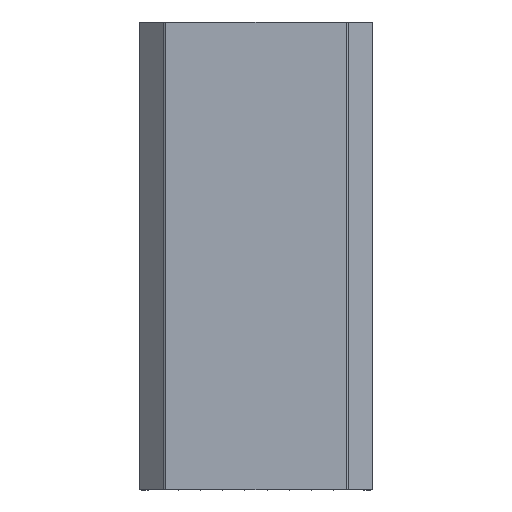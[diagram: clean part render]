
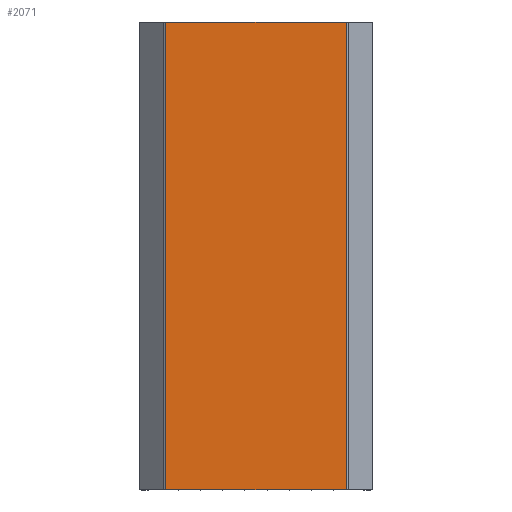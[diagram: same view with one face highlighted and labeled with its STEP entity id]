
A CAD part, top view. The second image highlights one B-rep face of the part: STEP entity #2071.
In plain terms, the highlighted planar face has unit normal (0, 0, 1).
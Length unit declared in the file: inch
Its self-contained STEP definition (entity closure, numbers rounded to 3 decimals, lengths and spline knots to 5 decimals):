
#24=CARTESIAN_POINT('',(1.157,-3.,0.));
#25=VERTEX_POINT('',#24);
#43=CARTESIAN_POINT('',(1.157,3.,0.));
#44=VERTEX_POINT('',#43);
#52=CARTESIAN_POINT('',(1.157,0.,0.));
#53=DIRECTION('',(0.,-1.,0.));
#54=VECTOR('',#53,1.);
#55=LINE('',#52,#54);
#56=EDGE_CURVE('',#44,#25,#55,.T.);
#2017=CARTESIAN_POINT('',(-1.157,-3.,0.));
#2018=VERTEX_POINT('',#2017);
#2026=CARTESIAN_POINT('',(-1.157,3.,0.));
#2027=VERTEX_POINT('',#2026);
#2028=CARTESIAN_POINT('',(-1.157,0.,0.));
#2029=DIRECTION('',(0.,1.,0.));
#2030=VECTOR('',#2029,1.);
#2031=LINE('',#2028,#2030);
#2032=EDGE_CURVE('',#2018,#2027,#2031,.T.);
#2050=CARTESIAN_POINT('',(-1.157,-3.,0.));
#2051=DIRECTION('',(1.,0.,0.));
#2052=VECTOR('',#2051,1.);
#2053=LINE('',#2050,#2052);
#2054=EDGE_CURVE('',#2018,#25,#2053,.T.);
#2055=ORIENTED_EDGE('',*,*,#2054,.T.);
#2056=ORIENTED_EDGE('',*,*,#56,.F.);
#2057=CARTESIAN_POINT('',(-1.157,3.,0.));
#2058=DIRECTION('',(-1.,0.,0.));
#2059=VECTOR('',#2058,1.);
#2060=LINE('',#2057,#2059);
#2061=EDGE_CURVE('',#44,#2027,#2060,.T.);
#2062=ORIENTED_EDGE('',*,*,#2061,.T.);
#2063=ORIENTED_EDGE('',*,*,#2032,.F.);
#2064=EDGE_LOOP('',(#2055,#2056,#2062,#2063));
#2065=FACE_OUTER_BOUND('',#2064,.T.);
#2066=CARTESIAN_POINT('',(0.,0.,0.));
#2067=DIRECTION('',(0.,0.,1.));
#2068=DIRECTION('',(-1.,0.,0.));
#2069=AXIS2_PLACEMENT_3D('',#2066,#2067,#2068);
#2070=PLANE('',#2069);
#2071=ADVANCED_FACE('',(#2065),#2070,.T.);
